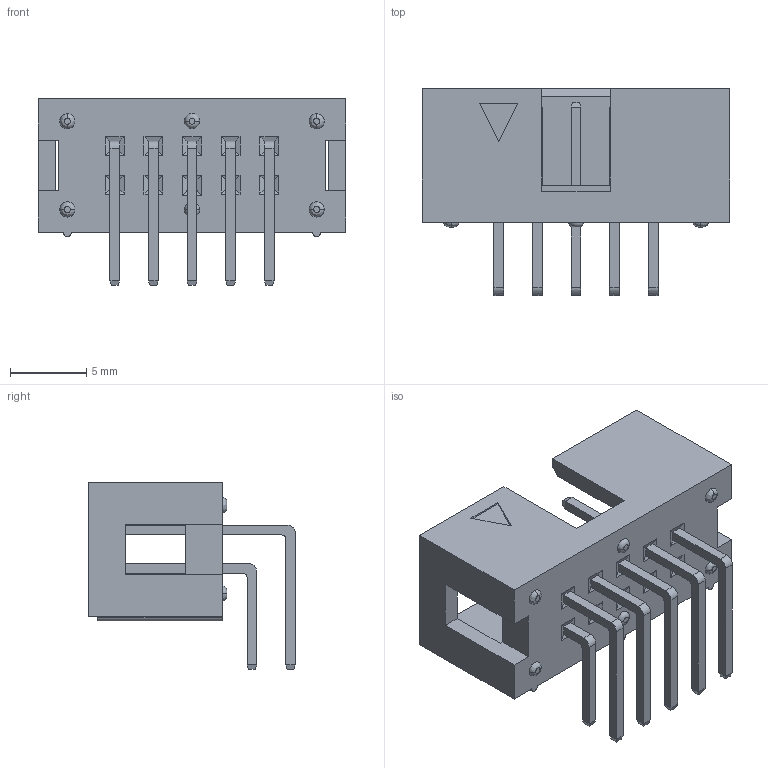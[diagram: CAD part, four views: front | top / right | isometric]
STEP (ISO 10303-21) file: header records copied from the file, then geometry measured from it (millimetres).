
FILE_DESCRIPTION (( 'STEP AP203' ), '1' );
FILE_NAME ('11092, SBH11-PBPC-D05-RA-_ _.STEP', '2015-09-01T08:25:43', ( 'LUANN HERRING' ), ( 'SULLINS' ), 'SwSTEP 2.0', 'SolidWorks 2015', '' );
FILE_SCHEMA (( 'CONFIG_CONTROL_DESIGN' ));
Length unit declared in the file: millimetre
Products named in the file (2): 11092, SBH11-PBPC-D05-RA-_ _
Bounding box: 20.2 x 13.6 x 12.3 mm (x, y, z)
Volume: 794 mm3; surface area: 1627.1 mm2
Topology: 9 solids, 9 shells, 328 faces, 785 edges, 482 vertices
Faces by surface type: plane 291, cylinder 25, bspline 8, torus 4
Entity records: 9482 total; most frequent: CARTESIAN_POINT 1741, ORIENTED_EDGE 1570, DIRECTION 1499, EDGE_CURVE 785, LINE 699, VECTOR 699, VERTEX_POINT 482, AXIS2_PLACEMENT_3D 400
